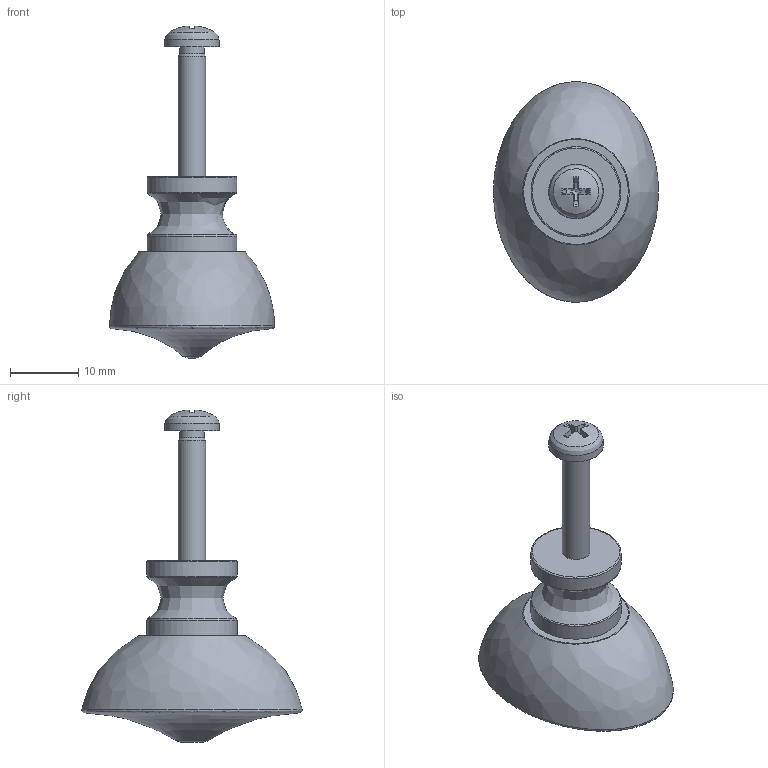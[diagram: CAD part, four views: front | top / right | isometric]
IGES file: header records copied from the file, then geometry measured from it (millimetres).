
Global section: file name: P784; native system: Autodesk Inventor 2018; preprocessor: unknown; author: ashami; date: 20180911.154229; units: millimetre
Bounding box: 24.19 x 32.32 x 48.67 mm (x, y, z)
Volume: 7306.1 mm3; surface area: 3136.9 mm2
Topology: 2 solids, 2 shells, 47 faces, 128 edges, 87 vertices
Faces by surface type: bspline 47
